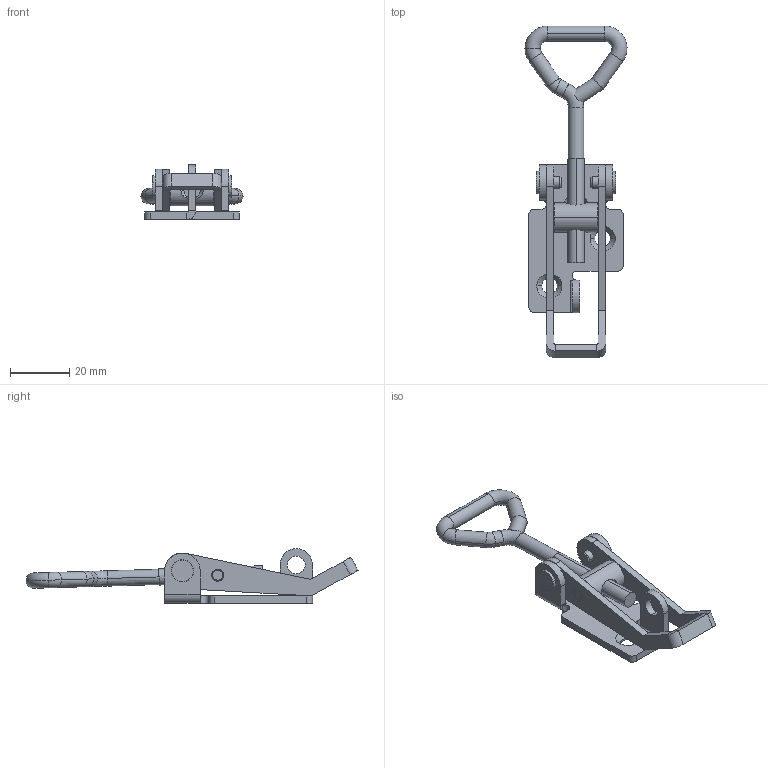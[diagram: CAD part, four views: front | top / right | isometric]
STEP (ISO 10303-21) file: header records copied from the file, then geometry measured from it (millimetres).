
FILE_DESCRIPTION (( 'STEP AP214' ), '1' );
FILE_NAME ('54200 - 702 LC Stainless.STEP', '2016-08-23T11:01:54', ( '' ), ( '' ), 'SwSTEP 2.0', 'SolidWorks 2015', '' );
FILE_SCHEMA (( 'AUTOMOTIVE_DESIGN' ));
Length unit declared in the file: millimetre
Products named in the file (12): 702 - Rulle; 702 - Ansatsnit; 702 - Bygel; 702 - Platta LC; 54200 - 702 LC Stainless; 702 - Skruvögla
Assembly tree (6 placements, depth 2):
  702 - Rulle
  702 - Ansatsnit
  702 - Ansatsnit
  702 - Bygel
  702 - Platta LC
Bounding box: 34.51 x 112.27 x 18.5 mm (x, y, z)
Volume: 10830.2 mm3; surface area: 10534.4 mm2
Topology: 6 solids, 6 shells, 175 faces, 390 edges, 234 vertices
Faces by surface type: cylinder 78, plane 65, cone 18, torus 14
Entity records: 4998 total; most frequent: CARTESIAN_POINT 901, DIRECTION 872, ORIENTED_EDGE 728, EDGE_CURVE 364, AXIS2_PLACEMENT_3D 343, VERTEX_POINT 218, EDGE_LOOP 188, VECTOR 186
